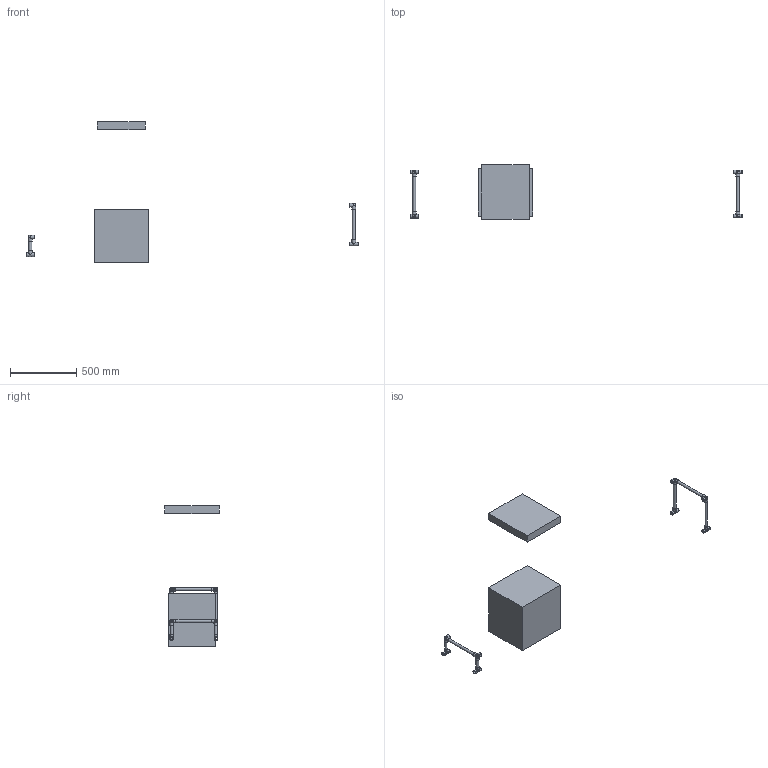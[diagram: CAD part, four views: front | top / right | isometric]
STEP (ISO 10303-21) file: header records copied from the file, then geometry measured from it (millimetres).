
FILE_DESCRIPTION(('Open CASCADE Model'),'2;1');
FILE_NAME('Open CASCADE Shape Model','2024-01-24T17:56:59',('Author'),( 'Open CASCADE'),'Open CASCADE STEP processor 7.7','Open CASCADE 7.7' ,'Unknown');
FILE_SCHEMA(('AUTOMOTIVE_DESIGN { 1 0 10303 214 1 1 1 1 }'));
Length unit declared in the file: millimetre
Products named in the file (9): e16617bc-bb0b-11ee-a087-a0510b511166; center_box; center_box_part; top_side; top_side_part; left_side; left_side_part; right_side; right_side_part
Assembly tree (8 placements, depth 3):
  e16617bc-bb0b-11ee-a087-a0510b511166
    center_box
      center_box_part
    top_side
      top_side_part
    left_side
      left_side_part
    right_side
      right_side_part
Bounding box: 2497 x 410 x 1060 mm (x, y, z)
Volume: 68580657.2 mm3; surface area: 1501506 mm2
Topology: 16 solids, 16 shells, 243 faces, 552 edges, 325 vertices
Faces by surface type: cylinder 86, plane 83, torus 24, bspline 20, sphere 18, cone 12
Full cylindrical faces by diameter (mm): 15.799 x25, 19.914 x4, 19.939 x4, 21.59 x18, 22.394 x4, 27.781 x12, 27.889 x8
Entity records: 43270 total; most frequent: CARTESIAN_POINT 32995, DIRECTION 1809, ORIENTED_EDGE 1022, PCURVE 1022, DEFINITIONAL_REPRESENTATION 1022, LINE 701, VECTOR 701, AXIS2_PLACEMENT_3D 520
